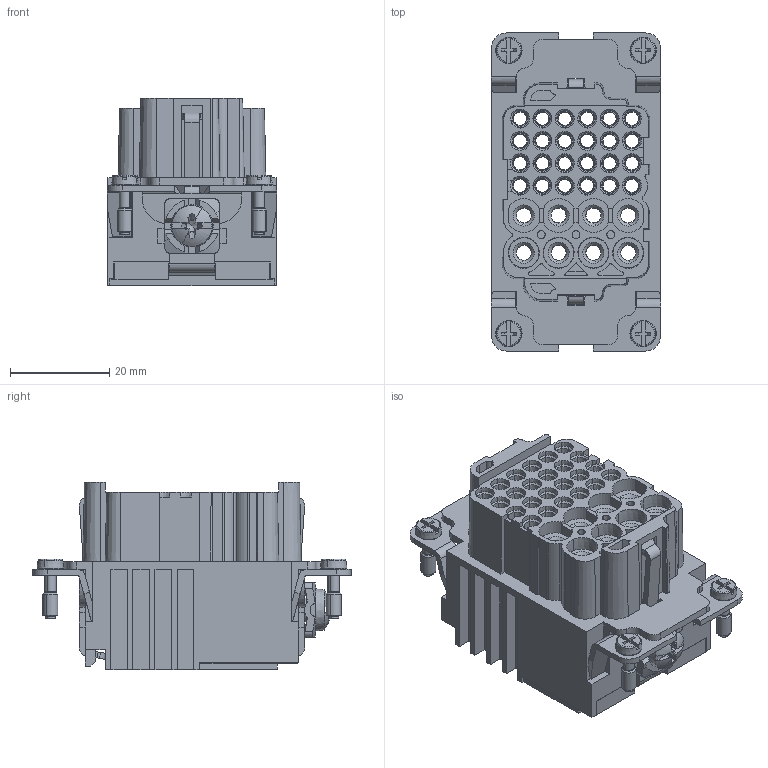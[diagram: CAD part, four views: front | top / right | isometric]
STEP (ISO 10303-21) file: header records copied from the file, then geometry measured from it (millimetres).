
FILE_DESCRIPTION(('CATIA V5 STEP Exchange','CAx-IF Rec.Pracs.--- Model Styling and Organization---1.4--- 2014-01-23'),'2;1');
FILE_NAME ('13478277_3', '2019-10-25T09:05:56+00:00', ('none'), ('Weidmueller'), 'CATIA Version 5-6 Release 2016 SP3 HF44', 'CATIA V5 STEP AP214', 'none');
FILE_SCHEMA(('AUTOMOTIVE_DESIGN { 1 0 10303 214 1 1 1 1 }'));
Products named in the file (1): 1023270000
Bounding box: 34 x 64 x 37.75 mm (x, y, z)
Volume: 29075.6 mm3; surface area: 33811.9 mm2
Topology: 1 solids, 10 shells, 1813 faces, 4779 edges, 3027 vertices
Faces by surface type: plane 719, cone 539, cylinder 481, torus 44, bspline 28, revolution 2
Entity records: 52703 total; most frequent: CARTESIAN_POINT 11871, ORIENTED_EDGE 9554, DIRECTION 6451, EDGE_CURVE 4777, VERTEX_POINT 3027, AXIS2_PLACEMENT_3D 2786, VECTOR 2583, LINE 2583
